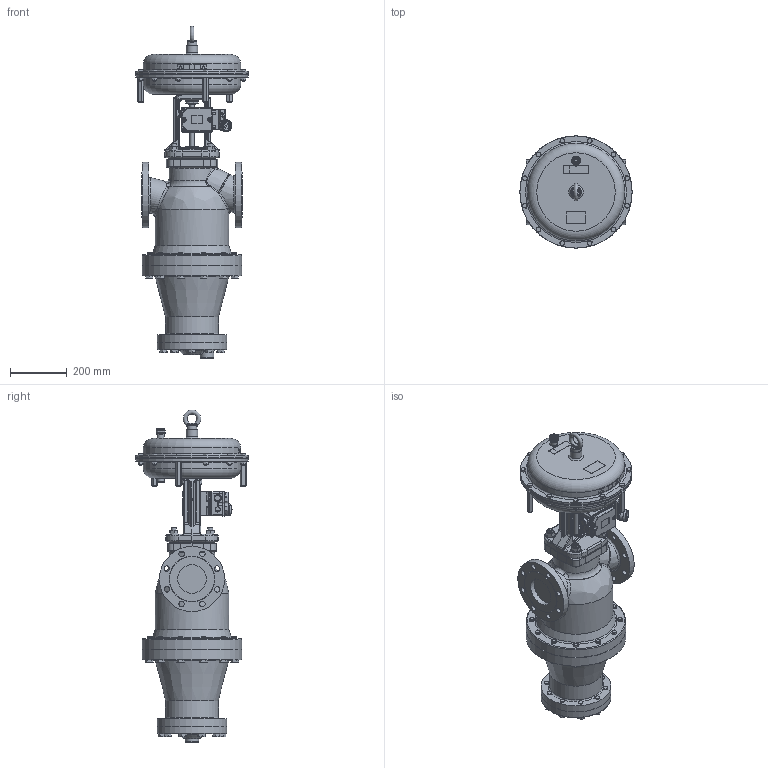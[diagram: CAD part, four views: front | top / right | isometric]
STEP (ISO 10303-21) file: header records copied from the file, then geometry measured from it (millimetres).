
FILE_DESCRIPTION(/* description */ (''),/* implementation_level */ '2;1');
FILE_NAME(/* name */ 'rcv20-100-a0150-00.stp',/* time_stamp */ '2025-01-15T12:32:58+09:00',/* author */ ('shibuya'),/* organization */ (''),/* preprocessor_version */ 'ST-DEVELOPER v18.1',/* originating_system */ 'Autodesk Inventor 2022',/* authorisation */ '');
FILE_SCHEMA (('AUTOMOTIVE_DESIGN { 1 0 10303 214 3 1 1 }'));
Products named in the file (1): 100A-CV-COS20_ASME150_4004_Fix
Bounding box: 393.99 x 393.99 x 1164.99 mm (x, y, z)
Volume: 49652710.7 mm3; surface area: 1810012.5 mm2
Topology: 1 solids, 1 shells, 3643 faces, 9158 edges, 5726 vertices
Faces by surface type: plane 1415, cylinder 798, cone 646, bspline 569, torus 190, sphere 25
Full cylindrical faces by diameter (mm): 1 x1, 1.5 x4, 1.72 x2, 2 x2, 4 x2, 4.4 x2, 4.5 x2, 6.8 x2, 7.2 x2, 8 x3, 8.16 x30, 8.4 x1, 8.57 x1, 8.6 x4, 9.5 x2, 10 x12, 10.5 x18, 14 x2, 15.95 x1, 16 x47, 16.307 x1, 18 x38, 19 x16, 20 x5, 21 x12, 22 x4, 22.9 x1, 23 x1, 24 x1, 24.55 x1
Entity records: 145733 total; most frequent: CARTESIAN_POINT 59603, ORIENTED_EDGE 18234, DIRECTION 16119, EDGE_CURVE 9117, AXIS2_PLACEMENT_3D 6271, VERTEX_POINT 5726, EDGE_LOOP 4059, STYLED_ITEM 3644
